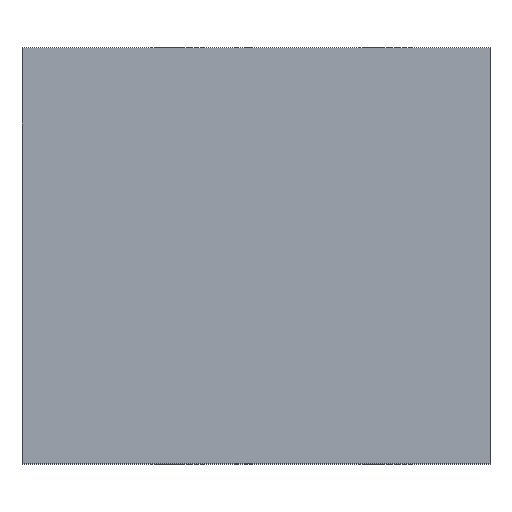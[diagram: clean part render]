
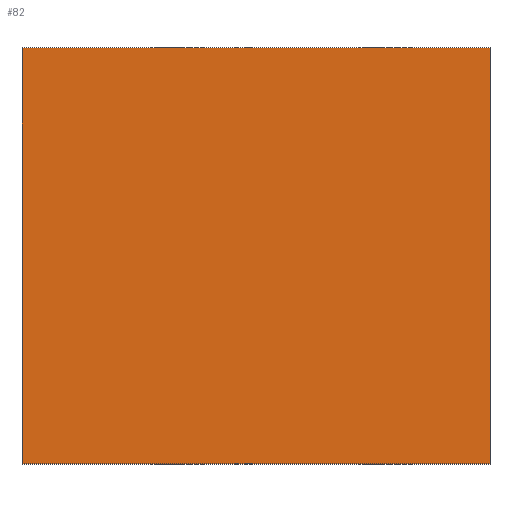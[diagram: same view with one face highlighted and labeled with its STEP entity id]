
A CAD part, top view. The second image highlights one B-rep face of the part: STEP entity #82.
In plain terms, the highlighted planar face has unit normal (0, 0, 1).
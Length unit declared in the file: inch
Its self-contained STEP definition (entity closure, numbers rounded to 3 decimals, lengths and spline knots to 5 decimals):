
#9 = DIRECTION ( 'NONE',  ( -1., 0., 0. ) ) ;
#19 = DIRECTION ( 'NONE',  ( 0., 1., 0. ) ) ;
#43 = VECTOR ( 'NONE', #315, 39.37008 ) ;
#46 = DIRECTION ( 'NONE',  ( -1., 0., 0. ) ) ;
#49 = LINE ( 'NONE', #193, #125 ) ;
#66 = FACE_OUTER_BOUND ( 'NONE', #164, .T. ) ;
#81 = VERTEX_POINT ( 'NONE', #273 ) ;
#82 = ADVANCED_FACE ( 'NONE', ( #66 ), #242, .F. ) ;
#86 = VECTOR ( 'NONE', #19, 39.37008 ) ;
#93 = CARTESIAN_POINT ( 'NONE',  ( -1.125, -1., 1. ) ) ;
#101 = DIRECTION ( 'NONE',  ( 0., 0., -1. ) ) ;
#111 = LINE ( 'NONE', #136, #86 ) ;
#123 = EDGE_CURVE ( 'NONE', #81, #313, #283, .T. ) ;
#125 = VECTOR ( 'NONE', #46, 39.37008 ) ;
#129 = ORIENTED_EDGE ( 'NONE', *, *, #141, .T. ) ;
#136 = CARTESIAN_POINT ( 'NONE',  ( 1.125, -1., 1. ) ) ;
#141 = EDGE_CURVE ( 'NONE', #284, #81, #49, .T. ) ;
#145 = LINE ( 'NONE', #93, #250 ) ;
#147 = CARTESIAN_POINT ( 'NONE',  ( 1.125, -1., 1. ) ) ;
#164 = EDGE_LOOP ( 'NONE', ( #357, #129, #351, #216 ) ) ;
#170 = EDGE_CURVE ( 'NONE', #274, #284, #111, .T. ) ;
#193 = CARTESIAN_POINT ( 'NONE',  ( -1.125, 1., 1. ) ) ;
#200 = DIRECTION ( 'NONE',  ( 1., 0., 0. ) ) ;
#202 = CARTESIAN_POINT ( 'NONE',  ( -1.125, -1., 1. ) ) ;
#216 = ORIENTED_EDGE ( 'NONE', *, *, #294, .T. ) ;
#226 = CARTESIAN_POINT ( 'NONE',  ( -1.125, -1., 1. ) ) ;
#242 = PLANE ( 'NONE',  #322 ) ;
#250 = VECTOR ( 'NONE', #200, 39.37008 ) ;
#263 = CARTESIAN_POINT ( 'NONE',  ( 1.125, 1., 1. ) ) ;
#273 = CARTESIAN_POINT ( 'NONE',  ( -1.125, 1., 1. ) ) ;
#274 = VERTEX_POINT ( 'NONE', #147 ) ;
#283 = LINE ( 'NONE', #226, #43 ) ;
#284 = VERTEX_POINT ( 'NONE', #263 ) ;
#294 = EDGE_CURVE ( 'NONE', #313, #274, #145, .T. ) ;
#313 = VERTEX_POINT ( 'NONE', #202 ) ;
#315 = DIRECTION ( 'NONE',  ( 0., -1., 0. ) ) ;
#322 = AXIS2_PLACEMENT_3D ( 'NONE', #369, #101, #9 ) ;
#351 = ORIENTED_EDGE ( 'NONE', *, *, #123, .T. ) ;
#357 = ORIENTED_EDGE ( 'NONE', *, *, #170, .T. ) ;
#369 = CARTESIAN_POINT ( 'NONE',  ( 0., 0., 1. ) ) ;
